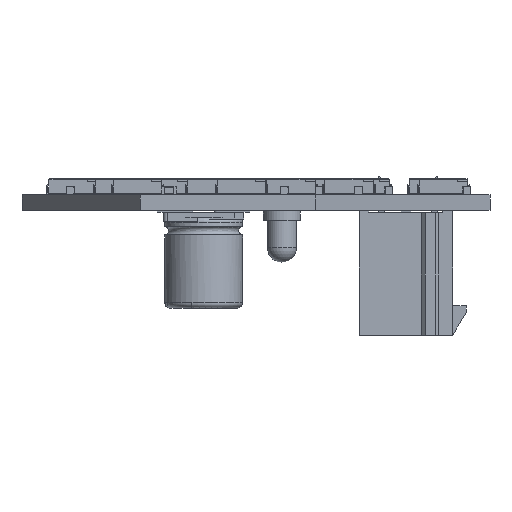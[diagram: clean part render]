
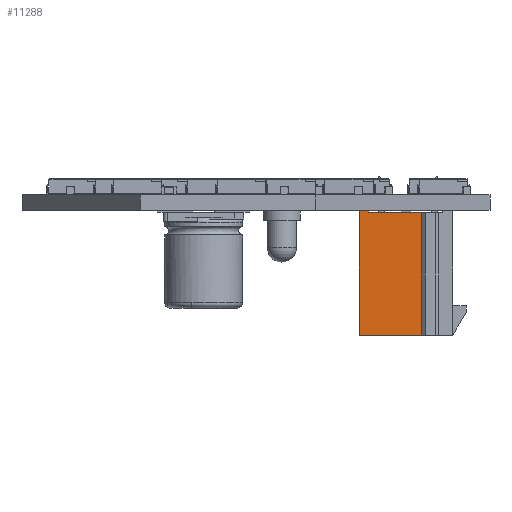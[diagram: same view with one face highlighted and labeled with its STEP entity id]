
A CAD part, front view. The second image highlights one B-rep face of the part: STEP entity #11288.
In plain terms, the highlighted face is planar.
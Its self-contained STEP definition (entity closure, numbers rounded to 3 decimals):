
#10079 = PLANE('',#10080);
#10080 = AXIS2_PLACEMENT_3D('',#10081,#10082,#10083);
#10081 = CARTESIAN_POINT('',(-4.8,12.8,4.8));
#10082 = DIRECTION('',(0.,0.,1.));
#10083 = DIRECTION('',(1.,-0.,0.));
#10315 = PLANE('',#10316);
#10316 = AXIS2_PLACEMENT_3D('',#10317,#10318,#10319);
#10317 = CARTESIAN_POINT('',(-4.8,12.8,-4.8));
#10318 = DIRECTION('',(0.,1.,0.));
#10319 = DIRECTION('',(1.,0.,-0.));
#11012 = PLANE('',#11013);
#11013 = AXIS2_PLACEMENT_3D('',#11014,#11015,#11016);
#11014 = CARTESIAN_POINT('',(1.1,0.,3.8));
#11015 = DIRECTION('',(0.,0.,1.));
#11016 = DIRECTION('',(1.,-0.,0.));
#11288 = ADVANCED_FACE('',(#11289),#11303,.F.);
#11289 = FACE_BOUND('',#11290,.F.);
#11290 = EDGE_LOOP('',(#11291,#11326,#11349,#11372,#11400,#11423));
#11291 = ORIENTED_EDGE('',*,*,#11292,.T.);
#11292 = EDGE_CURVE('',#11293,#11295,#11297,.T.);
#11293 = VERTEX_POINT('',#11294);
#11294 = CARTESIAN_POINT('',(-4.8,0.2,-1.59));
#11295 = VERTEX_POINT('',#11296);
#11296 = CARTESIAN_POINT('',(-4.8,12.8,-1.59));
#11297 = SURFACE_CURVE('',#11298,(#11302,#11314),.PCURVE_S1.);
#11298 = LINE('',#11299,#11300);
#11299 = CARTESIAN_POINT('',(-4.8,0.2,-1.59
    ));
#11300 = VECTOR('',#11301,1.);
#11301 = DIRECTION('',(0.,1.,0.));
#11302 = PCURVE('',#11303,#11308);
#11303 = PLANE('',#11304);
#11304 = AXIS2_PLACEMENT_3D('',#11305,#11306,#11307);
#11305 = CARTESIAN_POINT('',(-4.8,0.,0.));
#11306 = DIRECTION('',(1.,0.,0.));
#11307 = DIRECTION('',(0.,1.,-0.));
#11308 = DEFINITIONAL_REPRESENTATION('',(#11309),#11313);
#11309 = LINE('',#11310,#11311);
#11310 = CARTESIAN_POINT('',(0.2,-1.59));
#11311 = VECTOR('',#11312,1.);
#11312 = DIRECTION('',(1.,0.));
#11313 = ( GEOMETRIC_REPRESENTATION_CONTEXT(2) 
PARAMETRIC_REPRESENTATION_CONTEXT() REPRESENTATION_CONTEXT('2D SPACE',''
  ) );
#11314 = PCURVE('',#11315,#11320);
#11315 = PLANE('',#11316);
#11316 = AXIS2_PLACEMENT_3D('',#11317,#11318,#11319);
#11317 = CARTESIAN_POINT('',(-4.8,12.8,-1.59));
#11318 = DIRECTION('',(-0.707,0.,0.707));
#11319 = DIRECTION('',(0.,1.,0.));
#11320 = DEFINITIONAL_REPRESENTATION('',(#11321),#11325);
#11321 = LINE('',#11322,#11323);
#11322 = CARTESIAN_POINT('',(-12.6,0.));
#11323 = VECTOR('',#11324,1.);
#11324 = DIRECTION('',(1.,0.));
#11325 = ( GEOMETRIC_REPRESENTATION_CONTEXT(2) 
PARAMETRIC_REPRESENTATION_CONTEXT() REPRESENTATION_CONTEXT('2D SPACE',''
  ) );
#11326 = ORIENTED_EDGE('',*,*,#11327,.T.);
#11327 = EDGE_CURVE('',#11295,#11328,#11330,.T.);
#11328 = VERTEX_POINT('',#11329);
#11329 = CARTESIAN_POINT('',(-4.8,12.8,4.8));
#11330 = SURFACE_CURVE('',#11331,(#11335,#11342),.PCURVE_S1.);
#11331 = LINE('',#11332,#11333);
#11332 = CARTESIAN_POINT('',(-4.8,12.8,
    -1.59));
#11333 = VECTOR('',#11334,1.);
#11334 = DIRECTION('',(0.,0.,1.));
#11335 = PCURVE('',#11303,#11336);
#11336 = DEFINITIONAL_REPRESENTATION('',(#11337),#11341);
#11337 = LINE('',#11338,#11339);
#11338 = CARTESIAN_POINT('',(12.8,-1.59));
#11339 = VECTOR('',#11340,1.);
#11340 = DIRECTION('',(0.,1.));
#11341 = ( GEOMETRIC_REPRESENTATION_CONTEXT(2) 
PARAMETRIC_REPRESENTATION_CONTEXT() REPRESENTATION_CONTEXT('2D SPACE',''
  ) );
#11342 = PCURVE('',#10315,#11343);
#11343 = DEFINITIONAL_REPRESENTATION('',(#11344),#11348);
#11344 = LINE('',#11345,#11346);
#11345 = CARTESIAN_POINT('',(0.,-3.21));
#11346 = VECTOR('',#11347,1.);
#11347 = DIRECTION('',(0.,-1.));
#11348 = ( GEOMETRIC_REPRESENTATION_CONTEXT(2) 
PARAMETRIC_REPRESENTATION_CONTEXT() REPRESENTATION_CONTEXT('2D SPACE',''
  ) );
#11349 = ORIENTED_EDGE('',*,*,#11350,.T.);
#11350 = EDGE_CURVE('',#11328,#11351,#11353,.T.);
#11351 = VERTEX_POINT('',#11352);
#11352 = CARTESIAN_POINT('',(-4.8,0.,4.8));
#11353 = SURFACE_CURVE('',#11354,(#11358,#11365),.PCURVE_S1.);
#11354 = LINE('',#11355,#11356);
#11355 = CARTESIAN_POINT('',(-4.8,12.8,4.8
    ));
#11356 = VECTOR('',#11357,1.);
#11357 = DIRECTION('',(0.,-1.,0.));
#11358 = PCURVE('',#11303,#11359);
#11359 = DEFINITIONAL_REPRESENTATION('',(#11360),#11364);
#11360 = LINE('',#11361,#11362);
#11361 = CARTESIAN_POINT('',(12.8,4.8));
#11362 = VECTOR('',#11363,1.);
#11363 = DIRECTION('',(-1.,0.));
#11364 = ( GEOMETRIC_REPRESENTATION_CONTEXT(2) 
PARAMETRIC_REPRESENTATION_CONTEXT() REPRESENTATION_CONTEXT('2D SPACE',''
  ) );
#11365 = PCURVE('',#10079,#11366);
#11366 = DEFINITIONAL_REPRESENTATION('',(#11367),#11371);
#11367 = LINE('',#11368,#11369);
#11368 = CARTESIAN_POINT('',(0.,0.));
#11369 = VECTOR('',#11370,1.);
#11370 = DIRECTION('',(0.,-1.));
#11371 = ( GEOMETRIC_REPRESENTATION_CONTEXT(2) 
PARAMETRIC_REPRESENTATION_CONTEXT() REPRESENTATION_CONTEXT('2D SPACE',''
  ) );
#11372 = ORIENTED_EDGE('',*,*,#11373,.T.);
#11373 = EDGE_CURVE('',#11351,#11374,#11376,.T.);
#11374 = VERTEX_POINT('',#11375);
#11375 = CARTESIAN_POINT('',(-4.8,0.,3.8));
#11376 = SURFACE_CURVE('',#11377,(#11381,#11388),.PCURVE_S1.);
#11377 = LINE('',#11378,#11379);
#11378 = CARTESIAN_POINT('',(-4.8,0.,4.8));
#11379 = VECTOR('',#11380,1.);
#11380 = DIRECTION('',(0.,0.,-1.));
#11381 = PCURVE('',#11303,#11382);
#11382 = DEFINITIONAL_REPRESENTATION('',(#11383),#11387);
#11383 = LINE('',#11384,#11385);
#11384 = CARTESIAN_POINT('',(0.,4.8));
#11385 = VECTOR('',#11386,1.);
#11386 = DIRECTION('',(0.,-1.));
#11387 = ( GEOMETRIC_REPRESENTATION_CONTEXT(2) 
PARAMETRIC_REPRESENTATION_CONTEXT() REPRESENTATION_CONTEXT('2D SPACE',''
  ) );
#11388 = PCURVE('',#11389,#11394);
#11389 = PLANE('',#11390);
#11390 = AXIS2_PLACEMENT_3D('',#11391,#11392,#11393);
#11391 = CARTESIAN_POINT('',(-4.8,0.,4.8));
#11392 = DIRECTION('',(0.,-1.,0.));
#11393 = DIRECTION('',(0.,0.,-1.));
#11394 = DEFINITIONAL_REPRESENTATION('',(#11395),#11399);
#11395 = LINE('',#11396,#11397);
#11396 = CARTESIAN_POINT('',(0.,0.));
#11397 = VECTOR('',#11398,1.);
#11398 = DIRECTION('',(1.,0.));
#11399 = ( GEOMETRIC_REPRESENTATION_CONTEXT(2) 
PARAMETRIC_REPRESENTATION_CONTEXT() REPRESENTATION_CONTEXT('2D SPACE',''
  ) );
#11400 = ORIENTED_EDGE('',*,*,#11401,.T.);
#11401 = EDGE_CURVE('',#11374,#11402,#11404,.T.);
#11402 = VERTEX_POINT('',#11403);
#11403 = CARTESIAN_POINT('',(-4.8,0.2,3.8));
#11404 = SURFACE_CURVE('',#11405,(#11409,#11416),.PCURVE_S1.);
#11405 = LINE('',#11406,#11407);
#11406 = CARTESIAN_POINT('',(-4.8,0.,3.8));
#11407 = VECTOR('',#11408,1.);
#11408 = DIRECTION('',(0.,1.,0.));
#11409 = PCURVE('',#11303,#11410);
#11410 = DEFINITIONAL_REPRESENTATION('',(#11411),#11415);
#11411 = LINE('',#11412,#11413);
#11412 = CARTESIAN_POINT('',(0.,3.8));
#11413 = VECTOR('',#11414,1.);
#11414 = DIRECTION('',(1.,0.));
#11415 = ( GEOMETRIC_REPRESENTATION_CONTEXT(2) 
PARAMETRIC_REPRESENTATION_CONTEXT() REPRESENTATION_CONTEXT('2D SPACE',''
  ) );
#11416 = PCURVE('',#11012,#11417);
#11417 = DEFINITIONAL_REPRESENTATION('',(#11418),#11422);
#11418 = LINE('',#11419,#11420);
#11419 = CARTESIAN_POINT('',(-5.9,0.));
#11420 = VECTOR('',#11421,1.);
#11421 = DIRECTION('',(0.,1.));
#11422 = ( GEOMETRIC_REPRESENTATION_CONTEXT(2) 
PARAMETRIC_REPRESENTATION_CONTEXT() REPRESENTATION_CONTEXT('2D SPACE',''
  ) );
#11423 = ORIENTED_EDGE('',*,*,#11424,.F.);
#11424 = EDGE_CURVE('',#11293,#11402,#11425,.T.);
#11425 = SURFACE_CURVE('',#11426,(#11430,#11437),.PCURVE_S1.);
#11426 = LINE('',#11427,#11428);
#11427 = CARTESIAN_POINT('',(-4.8,0.2,-1.59
    ));
#11428 = VECTOR('',#11429,1.);
#11429 = DIRECTION('',(0.,0.,1.));
#11430 = PCURVE('',#11303,#11431);
#11431 = DEFINITIONAL_REPRESENTATION('',(#11432),#11436);
#11432 = LINE('',#11433,#11434);
#11433 = CARTESIAN_POINT('',(0.2,-1.59));
#11434 = VECTOR('',#11435,1.);
#11435 = DIRECTION('',(0.,1.));
#11436 = ( GEOMETRIC_REPRESENTATION_CONTEXT(2) 
PARAMETRIC_REPRESENTATION_CONTEXT() REPRESENTATION_CONTEXT('2D SPACE',''
  ) );
#11437 = PCURVE('',#11438,#11443);
#11438 = PLANE('',#11439);
#11439 = AXIS2_PLACEMENT_3D('',#11440,#11441,#11442);
#11440 = CARTESIAN_POINT('',(-4.8,0.2,0.));
#11441 = DIRECTION('',(0.,-1.,0.));
#11442 = DIRECTION('',(0.,0.,-1.));
#11443 = DEFINITIONAL_REPRESENTATION('',(#11444),#11448);
#11444 = LINE('',#11445,#11446);
#11445 = CARTESIAN_POINT('',(1.59,0.));
#11446 = VECTOR('',#11447,1.);
#11447 = DIRECTION('',(-1.,0.));
#11448 = ( GEOMETRIC_REPRESENTATION_CONTEXT(2) 
PARAMETRIC_REPRESENTATION_CONTEXT() REPRESENTATION_CONTEXT('2D SPACE',''
  ) );
